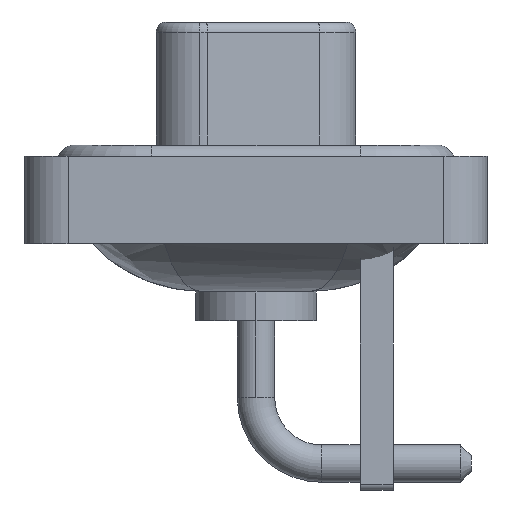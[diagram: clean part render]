
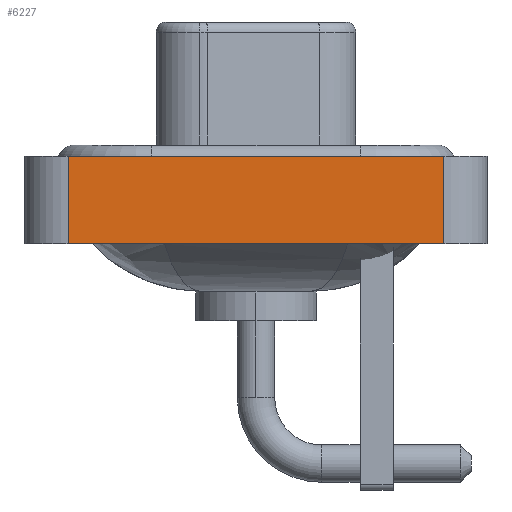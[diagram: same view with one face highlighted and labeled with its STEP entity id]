
A CAD part, left-side view. The second image highlights one B-rep face of the part: STEP entity #6227.
In plain terms, the highlighted planar face has unit normal (-1, 0, 0).
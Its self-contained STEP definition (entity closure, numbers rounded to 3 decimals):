
#358 = CARTESIAN_POINT ( 'NONE',  ( -7.35, 8.55, -3.6 ) ) ;
#909 = LINE ( 'NONE', #5380, #17514 ) ;
#1544 = LINE ( 'NONE', #17641, #14178 ) ;
#1711 = VERTEX_POINT ( 'NONE', #2297 ) ;
#2297 = CARTESIAN_POINT ( 'NONE',  ( -7.35, -8.55, 0.4 ) ) ;
#2724 = VERTEX_POINT ( 'NONE', #358 ) ;
#3324 = EDGE_CURVE ( 'NONE', #2724, #10100, #909, .T. ) ;
#3671 = LINE ( 'NONE', #18226, #15732 ) ;
#4092 = ORIENTED_EDGE ( 'NONE', *, *, #16083, .T. ) ;
#4156 = DIRECTION ( 'NONE',  ( -1., 0., 0. ) ) ;
#5170 = DIRECTION ( 'NONE',  ( 0., -1., 0. ) ) ;
#5380 = CARTESIAN_POINT ( 'NONE',  ( -7.35, 8.55, -3.6 ) ) ;
#6227 = ADVANCED_FACE ( 'NONE', ( #10267 ), #15661, .T. ) ;
#8099 = CARTESIAN_POINT ( 'NONE',  ( -7.35, -8.55, -3.6 ) ) ;
#8550 = DIRECTION ( 'NONE',  ( 0., 0., 1. ) ) ;
#9310 = ORIENTED_EDGE ( 'NONE', *, *, #14301, .T. ) ;
#9542 = VECTOR ( 'NONE', #18751, 1000. ) ;
#10100 = VERTEX_POINT ( 'NONE', #14423 ) ;
#10267 = FACE_OUTER_BOUND ( 'NONE', #15055, .T. ) ;
#10604 = DIRECTION ( 'NONE',  ( 0., 0., 1. ) ) ;
#11447 = EDGE_CURVE ( 'NONE', #10100, #1711, #3671, .T. ) ;
#11591 = DIRECTION ( 'NONE',  ( 0., 0., 1. ) ) ;
#12039 = AXIS2_PLACEMENT_3D ( 'NONE', #17195, #4156, #11591 ) ;
#12969 = CARTESIAN_POINT ( 'NONE',  ( -7.35, -8.55, -3.6 ) ) ;
#13312 = VERTEX_POINT ( 'NONE', #8099 ) ;
#14178 = VECTOR ( 'NONE', #10604, 1000. ) ;
#14301 = EDGE_CURVE ( 'NONE', #13312, #1711, #1544, .T. ) ;
#14423 = CARTESIAN_POINT ( 'NONE',  ( -7.35, 8.55, 0.4 ) ) ;
#15055 = EDGE_LOOP ( 'NONE', ( #9310, #17361, #17629, #4092 ) ) ;
#15661 = PLANE ( 'NONE',  #12039 ) ;
#15732 = VECTOR ( 'NONE', #5170, 1000. ) ;
#16083 = EDGE_CURVE ( 'NONE', #2724, #13312, #18475, .T. ) ;
#17195 = CARTESIAN_POINT ( 'NONE',  ( -7.35, -8.55, -3.6 ) ) ;
#17361 = ORIENTED_EDGE ( 'NONE', *, *, #11447, .F. ) ;
#17514 = VECTOR ( 'NONE', #8550, 1000. ) ;
#17629 = ORIENTED_EDGE ( 'NONE', *, *, #3324, .F. ) ;
#17641 = CARTESIAN_POINT ( 'NONE',  ( -7.35, -8.55, -3.6 ) ) ;
#18226 = CARTESIAN_POINT ( 'NONE',  ( -7.35, -8.55, 0.4 ) ) ;
#18475 = LINE ( 'NONE', #12969, #9542 ) ;
#18751 = DIRECTION ( 'NONE',  ( 0., -1., 0. ) ) ;
